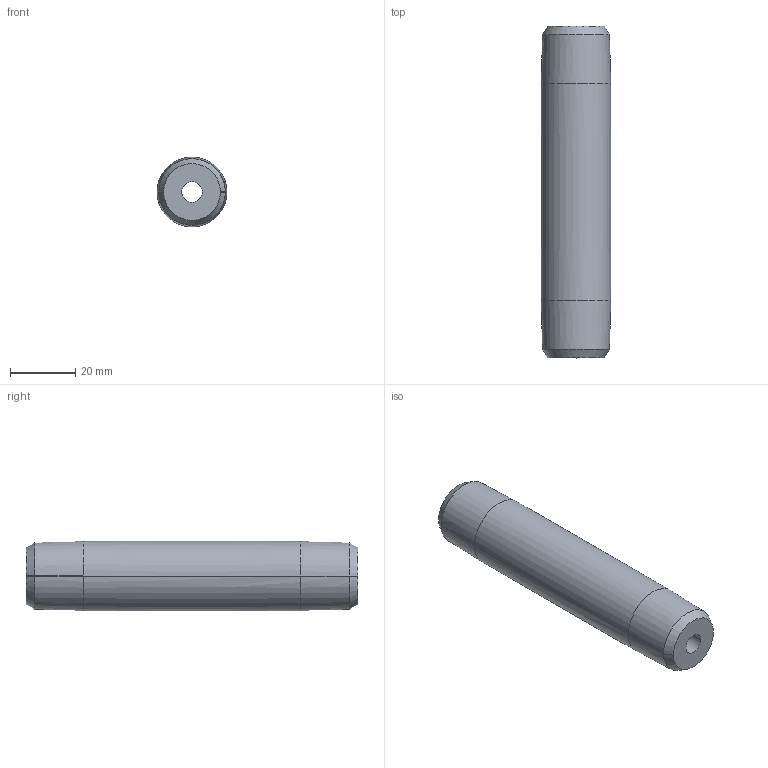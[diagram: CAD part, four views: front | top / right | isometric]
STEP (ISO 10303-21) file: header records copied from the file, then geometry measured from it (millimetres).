
FILE_DESCRIPTION((''),'2;1');
FILE_NAME('S15F16T13C','2022-02-17T',('BissonC'),(''),'CREO PARAMETRIC BY PTC INC, 2015080','CREO PARAMETRIC BY PTC INC, 2015080','');
FILE_SCHEMA(('CONFIG_CONTROL_DESIGN'));
Length unit declared in the file: millimetre
Products named in the file (1): S15F16T13C
Bounding box: 21.34 x 101.6 x 21.34 mm (x, y, z)
Surface area: 11185.5 mm2 (no closed solid volume)
Topology: 0 solids, 0 shells, 18 faces, 72 edges, 72 vertices
Faces by surface type: bspline 18
Entity records: 2255 total; most frequent: CARTESIAN_POINT 1488, DIRECTION 128, TRIMMED_CURVE 104, VECTOR 80, LINE 80, DEFINITIONAL_REPRESENTATION 72, PCURVE 72, COMPOSITE_CURVE_SEGMENT 72
